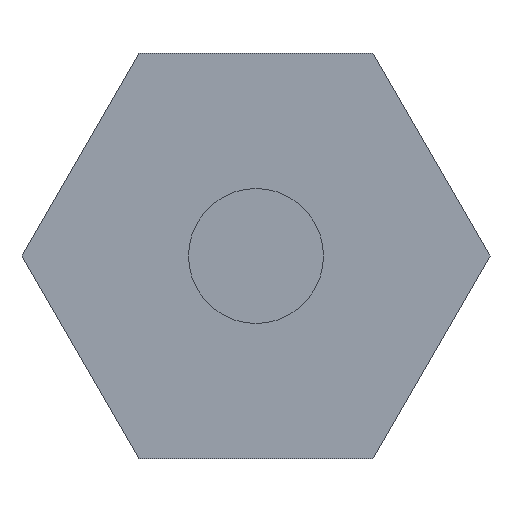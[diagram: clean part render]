
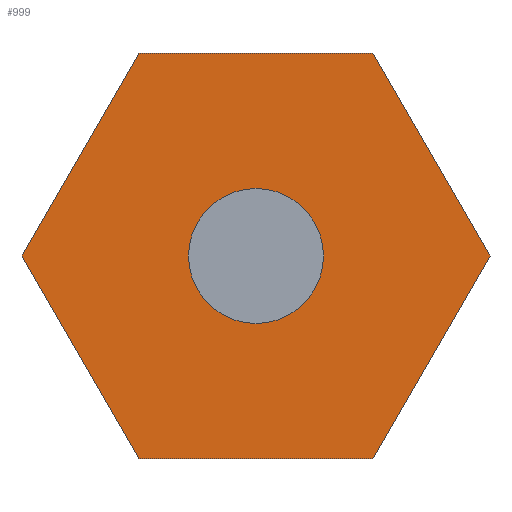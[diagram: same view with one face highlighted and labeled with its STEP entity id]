
A CAD part, front view. The second image highlights one B-rep face of the part: STEP entity #999.
In plain terms, the highlighted planar face has unit normal (0, -1, 0).
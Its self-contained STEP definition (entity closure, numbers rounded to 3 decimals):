
#113=FACE_BOUND('',#241,.T.);
#147=PLANE('',#1102);
#177=FACE_OUTER_BOUND('',#240,.T.);
#240=EDGE_LOOP('',(#757,#758,#759,#760,#761,#762));
#241=EDGE_LOOP('',(#763));
#315=LINE('',#1381,#377);
#319=LINE('',#1389,#381);
#322=LINE('',#1395,#384);
#325=LINE('',#1401,#387);
#328=LINE('',#1407,#390);
#331=LINE('',#1412,#393);
#377=VECTOR('',#1195,1000.);
#381=VECTOR('',#1201,1000.);
#384=VECTOR('',#1206,1000.);
#387=VECTOR('',#1211,1000.);
#390=VECTOR('',#1216,1000.);
#393=VECTOR('',#1221,1000.);
#437=CIRCLE('',#1080,1.);
#463=VERTEX_POINT('',#1348);
#473=VERTEX_POINT('',#1379);
#474=VERTEX_POINT('',#1380);
#477=VERTEX_POINT('',#1388);
#479=VERTEX_POINT('',#1394);
#481=VERTEX_POINT('',#1400);
#483=VERTEX_POINT('',#1406);
#559=EDGE_CURVE('',#463,#463,#437,.T.);
#573=EDGE_CURVE('',#473,#474,#315,.T.);
#577=EDGE_CURVE('',#474,#477,#319,.T.);
#580=EDGE_CURVE('',#477,#479,#322,.T.);
#583=EDGE_CURVE('',#479,#481,#325,.T.);
#586=EDGE_CURVE('',#481,#483,#328,.T.);
#589=EDGE_CURVE('',#483,#473,#331,.T.);
#757=ORIENTED_EDGE('',*,*,#573,.F.);
#758=ORIENTED_EDGE('',*,*,#589,.F.);
#759=ORIENTED_EDGE('',*,*,#586,.F.);
#760=ORIENTED_EDGE('',*,*,#583,.F.);
#761=ORIENTED_EDGE('',*,*,#580,.F.);
#762=ORIENTED_EDGE('',*,*,#577,.F.);
#763=ORIENTED_EDGE('',*,*,#559,.F.);
#999=ADVANCED_FACE('',(#177,#113),#147,.F.);
#1080=AXIS2_PLACEMENT_3D('',#1350,#1159,#1160);
#1102=AXIS2_PLACEMENT_3D('',#1415,#1225,#1226);
#1159=DIRECTION('center_axis',(0.,-1.,0.));
#1160=DIRECTION('ref_axis',(1.,0.,0.));
#1195=DIRECTION('',(-1.,0.,0.));
#1201=DIRECTION('',(-0.5,0.,0.866));
#1206=DIRECTION('',(0.5,0.,0.866));
#1211=DIRECTION('',(1.,0.,0.));
#1216=DIRECTION('',(0.5,0.,-0.866));
#1221=DIRECTION('',(-0.5,0.,-0.866));
#1225=DIRECTION('center_axis',(0.,1.,0.));
#1226=DIRECTION('ref_axis',(0.,0.,1.));
#1348=CARTESIAN_POINT('',(-1.,0.,0.));
#1350=CARTESIAN_POINT('Origin',(0.,0.,0.));
#1379=CARTESIAN_POINT('',(1.732,0.,-3.));
#1380=CARTESIAN_POINT('',(-1.732,0.,-3.));
#1381=CARTESIAN_POINT('',(1.732,0.,-3.));
#1388=CARTESIAN_POINT('',(-3.464,0.,0.));
#1389=CARTESIAN_POINT('',(-1.732,0.,-3.));
#1394=CARTESIAN_POINT('',(-1.732,0.,3.));
#1395=CARTESIAN_POINT('',(-3.464,0.,0.));
#1400=CARTESIAN_POINT('',(1.732,0.,3.));
#1401=CARTESIAN_POINT('',(-1.732,0.,3.));
#1406=CARTESIAN_POINT('',(3.464,0.,0.));
#1407=CARTESIAN_POINT('',(1.732,0.,3.));
#1412=CARTESIAN_POINT('',(3.464,0.,0.));
#1415=CARTESIAN_POINT('Origin',(0.,0.,0.));
